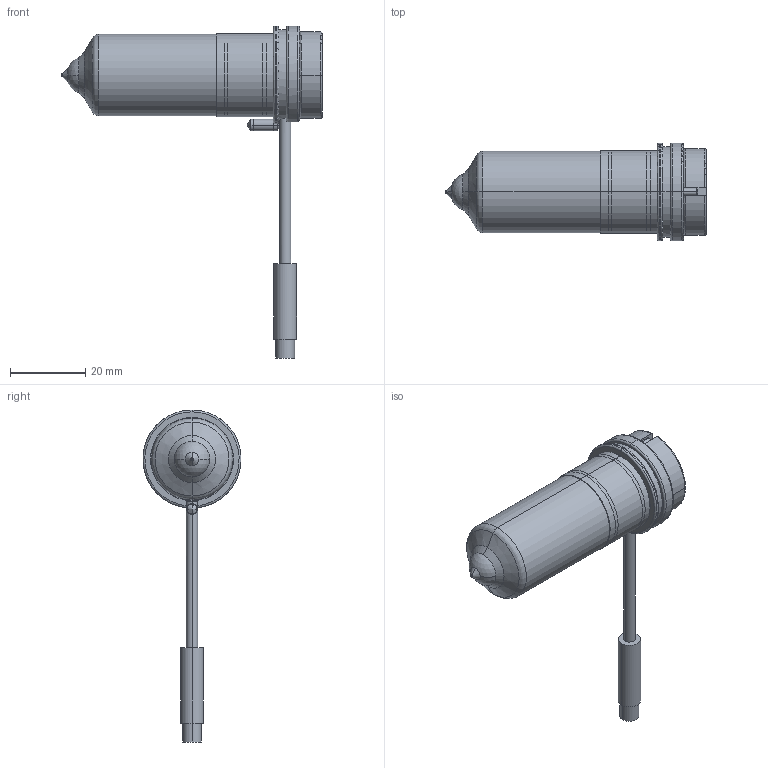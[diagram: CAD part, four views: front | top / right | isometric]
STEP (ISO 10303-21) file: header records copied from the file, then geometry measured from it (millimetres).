
FILE_DESCRIPTION (( 'STEP AP214' ), '1' );
FILE_NAME ('22x056 - dysza - 22056-00.STEP', '2017-05-29T07:40:38', ( '' ), ( '' ), 'SwSTEP 2.0', 'SolidWorks 2016', '' );
FILE_SCHEMA (( 'AUTOMOTIVE_DESIGN' ));
Length unit declared in the file: millimetre
Products named in the file (3): 22x056 - komora _Standard; 22x056 - dysza - 22056-00; 22x056 - korpus - 22056-02
Assembly tree (2 placements, depth 2):
  22x056 - dysza - 22056-00
    22x056 - komora _Standard
    22x056 - korpus - 22056-02
Bounding box: 69 x 25.95 x 88 mm (x, y, z)
Volume: 35094.5 mm3; surface area: 18052.6 mm2
Topology: 5 solids, 8 shells, 299 faces, 710 edges, 417 vertices
Faces by surface type: cylinder 103, cone 69, torus 62, plane 40, bspline 13, sphere 12
Entity records: 13876 total; most frequent: CARTESIAN_POINT 6866, DIRECTION 1541, ORIENTED_EDGE 1408, EDGE_CURVE 704, AXIS2_PLACEMENT_3D 664, VERTEX_POINT 417, CIRCLE 373, EDGE_LOOP 313
